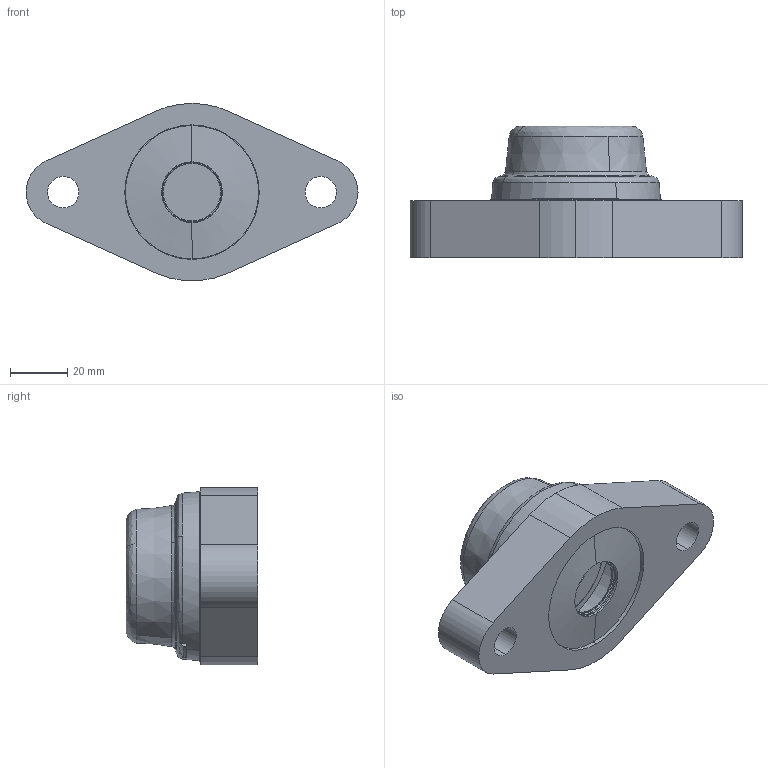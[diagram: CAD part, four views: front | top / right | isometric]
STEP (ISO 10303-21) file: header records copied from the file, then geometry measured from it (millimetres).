
FILE_DESCRIPTION (( 'STEP AP214' ), '1' );
FILE_NAME ('Rexnord-UCFL-CL - SUCFL-CL - HCFL-CL - SHCFL-CL-UCFL 204 CL-69016L.STEP', '2019-02-19T13:53:34', ( '' ), ( '' ), 'SwSTEP 2.0', 'SolidWorks 2019', '' );
FILE_SCHEMA (( 'AUTOMOTIVE_DESIGN' ));
Length unit declared in the file: millimetre
Products named in the file (4): HUB; BEARING; Rexnord-UCFL-CL - SUCFL-CL - HCFL-CL - SHCFL-CL-UCFL 204 CL-69016L; CAP_CLOSE
Assembly tree (3 placements, depth 2):
  Rexnord-UCFL-CL - SUCFL-CL - HCFL-CL - SHCFL-CL-UCFL 204 CL-69016L
    HUB
    BEARING
    CAP_CLOSE
Bounding box: 116 x 46 x 61.89 mm (x, y, z)
Volume: 92168.1 mm3; surface area: 42708.2 mm2
Topology: 4 solids, 4 shells, 267 faces, 698 edges, 456 vertices
Faces by surface type: cylinder 94, plane 80, cone 43, bspline 36, torus 14
Entity records: 12346 total; most frequent: CARTESIAN_POINT 3753, ORIENTED_EDGE 1394, DIRECTION 1122, EDGE_CURVE 697, VERTEX_POINT 456, AXIS2_PLACEMENT_3D 455, EDGE_LOOP 295, ADVANCED_FACE 267
